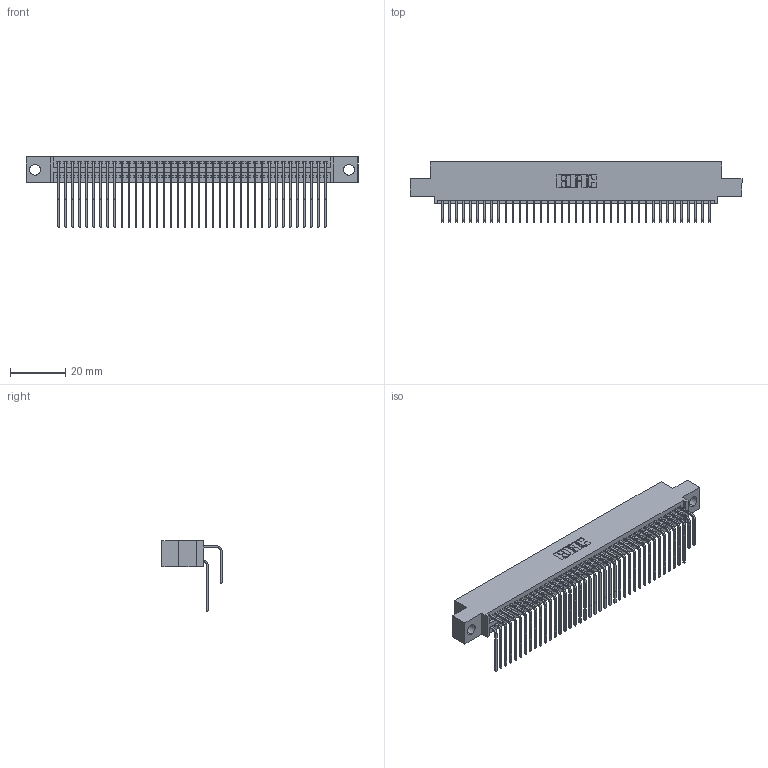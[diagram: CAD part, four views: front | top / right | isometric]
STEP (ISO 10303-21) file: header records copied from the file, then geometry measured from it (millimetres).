
FILE_DESCRIPTION (( 'STEP AP203' ), '1' );
FILE_NAME ('345-078-558-504.STEP', '2021-05-20T10:59:24', ( '' ), ( '' ), 'SwSTEP 2.0', 'SolidWorks 2020', '' );
FILE_SCHEMA (( 'CONFIG_CONTROL_DESIGN' ));
Length unit declared in the file: inch
Products named in the file (4): 345-078-558-504; 345 Part_0.110 Offset - 0.156 Dia-TI; 345-292-001_558 559 Tail - 1; 345-292-001_558 Tail - 2
Assembly tree (79 placements, depth 2):
  345-078-558-504
    345 Part_0.110 Offset - 0.156 Dia-TI
    345-292-001_558 559 Tail - 1  x39
    345-292-001_558 Tail - 2  x39
Bounding box: 120.27 x 21.83 x 25.53 mm (x, y, z)
Volume: 11925.9 mm3; surface area: 19630.6 mm2
Topology: 79 solids, 79 shells, 4200 faces, 12479 edges, 8214 vertices
Faces by surface type: plane 2828, cylinder 1372
Entity records: 33207 total; most frequent: CARTESIAN_POINT 5621, ORIENTED_EDGE 5502, DIRECTION 4931, EDGE_CURVE 2751, VECTOR 2423, LINE 2423, VERTEX_POINT 1830, AXIS2_PLACEMENT_3D 1254
